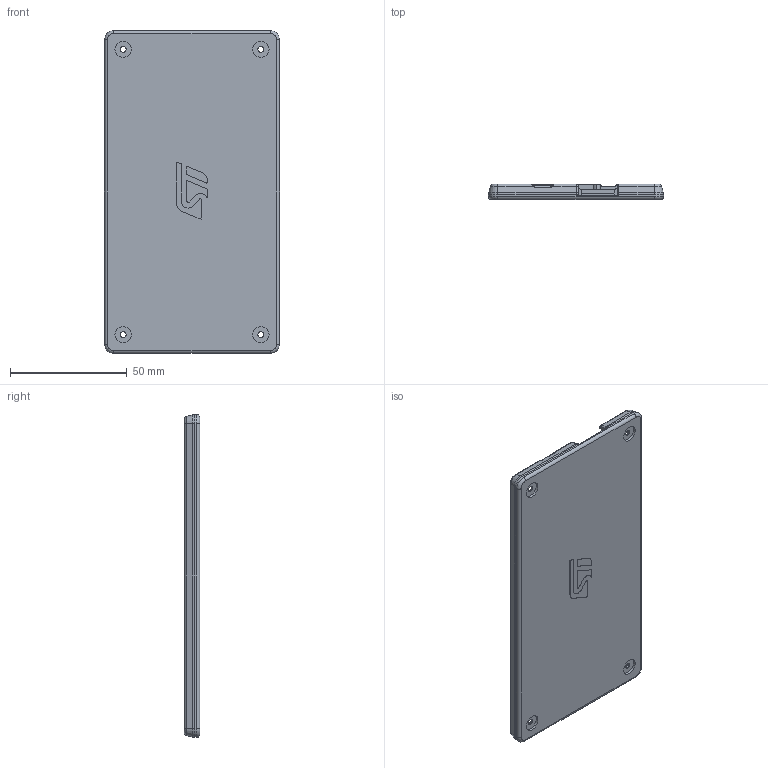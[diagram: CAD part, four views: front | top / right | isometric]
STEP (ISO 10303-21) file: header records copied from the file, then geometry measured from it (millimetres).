
FILE_DESCRIPTION (( 'STEP AP214' ), '1' );
FILE_NAME ('¾ÉNucleo144ÎÞÕëµ××ù_Ð±Æ', '2025-10-23T08:40:28', ( '' ), ( '' ), 'SwSTEP 2.0', 'SolidWorks 2024', '' );
FILE_SCHEMA (( 'AUTOMOTIVE_DESIGN' ));
Length unit declared in the file: millimetre
Products named in the file (1): 旧Nucleo144无针底座_斜坡边
Bounding box: 75 x 6.58 x 138.34 mm (x, y, z)
Volume: 31396.8 mm3; surface area: 25508.4 mm2
Topology: 1 solids, 1 shells, 262 faces, 687 edges, 440 vertices
Faces by surface type: plane 114, cylinder 104, cone 18, torus 12, bspline 10, sphere 4
Entity records: 8285 total; most frequent: CARTESIAN_POINT 1665, DIRECTION 1426, ORIENTED_EDGE 1374, EDGE_CURVE 687, AXIS2_PLACEMENT_3D 515, VERTEX_POINT 440, VECTOR 396, LINE 396
